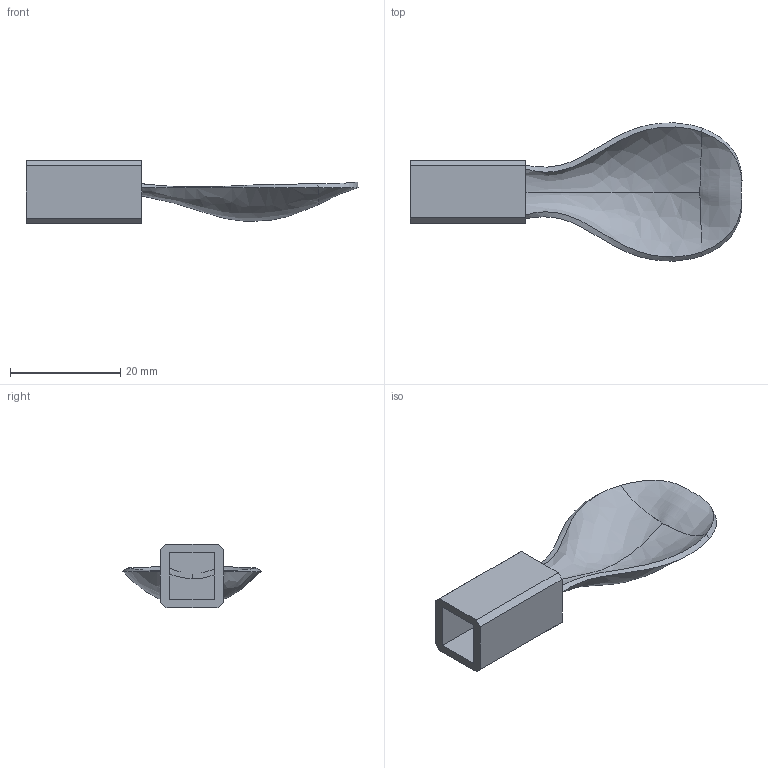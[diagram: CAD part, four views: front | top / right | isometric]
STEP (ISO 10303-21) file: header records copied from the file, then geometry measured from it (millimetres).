
FILE_DESCRIPTION(('CATIA V5 STEP Exchange'),'2;1');
FILE_NAME('lingurita.stp','2022-03-17T12:15:55+00:00',('none'),('none'),'CATIA Version 5-6 Release 2017','CATIA V5 STEP AP203','none');
FILE_SCHEMA(('CONFIG_CONTROL_DESIGN'));
Length unit declared in the file: millimetre
Products named in the file (1): spoon
Bounding box: 60.15 x 25.01 x 11.5 mm (x, y, z)
Volume: 2166.8 mm3; surface area: 3559.3 mm2
Topology: 2 solids, 2 shells, 27 faces, 73 edges, 51 vertices
Faces by surface type: plane 15, bspline 12
Entity records: 8532 total; most frequent: CARTESIAN_POINT 7908, ORIENTED_EDGE 146, EDGE_CURVE 73, DIRECTION 68, VERTEX_POINT 51, VECTOR 38, LINE 38, B_SPLINE_CURVE_WITH_KNOTS 35
